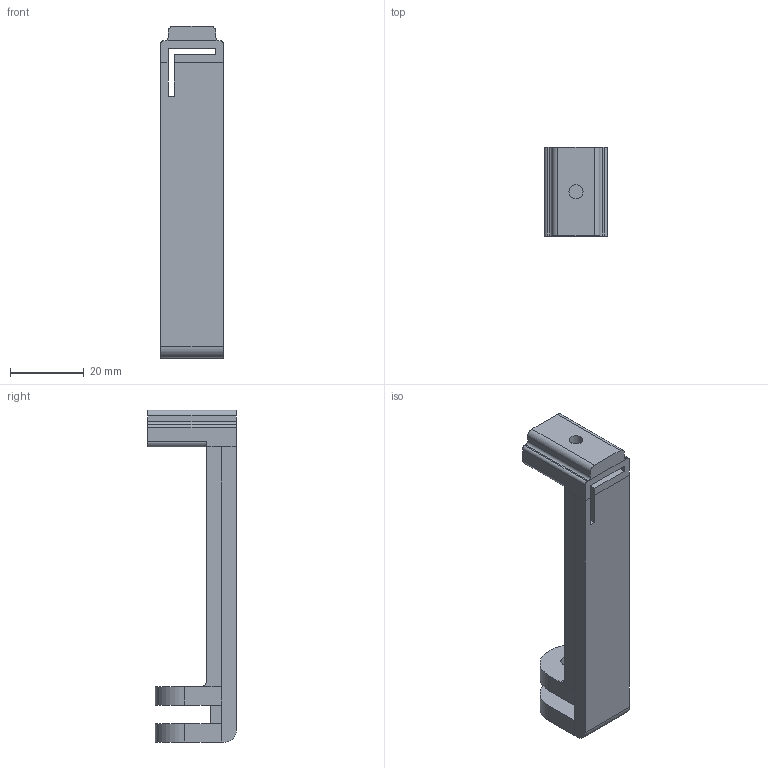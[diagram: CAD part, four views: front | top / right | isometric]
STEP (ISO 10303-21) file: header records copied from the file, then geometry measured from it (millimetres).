
FILE_DESCRIPTION(('FreeCAD Model'),'2;1');
FILE_NAME('Open CASCADE Shape Model','2023-01-06T17:16:23',(''),(''), 'Open CASCADE STEP processor 7.6','FreeCAD','Unknown');
FILE_SCHEMA(('AUTOMOTIVE_DESIGN { 1 0 10303 214 1 1 1 1 }'));
Length unit declared in the file: millimetre
Products named in the file (1): arm001 (Mirror #1)
Bounding box: 17 x 24 x 90 mm (x, y, z)
Volume: 12538.1 mm3; surface area: 7665.9 mm2
Topology: 1 solids, 1 shells, 61 faces, 173 edges, 112 vertices
Faces by surface type: plane 42, cylinder 19
Full cylindrical faces by diameter (mm): 3.8 x1, 4 x2
Entity records: 4318 total; most frequent: CARTESIAN_POINT 817, DIRECTION 659, LINE 445, VECTOR 445, ORIENTED_EDGE 346, PCURVE 346, DEFINITIONAL_REPRESENTATION 346, EDGE_CURVE 173
